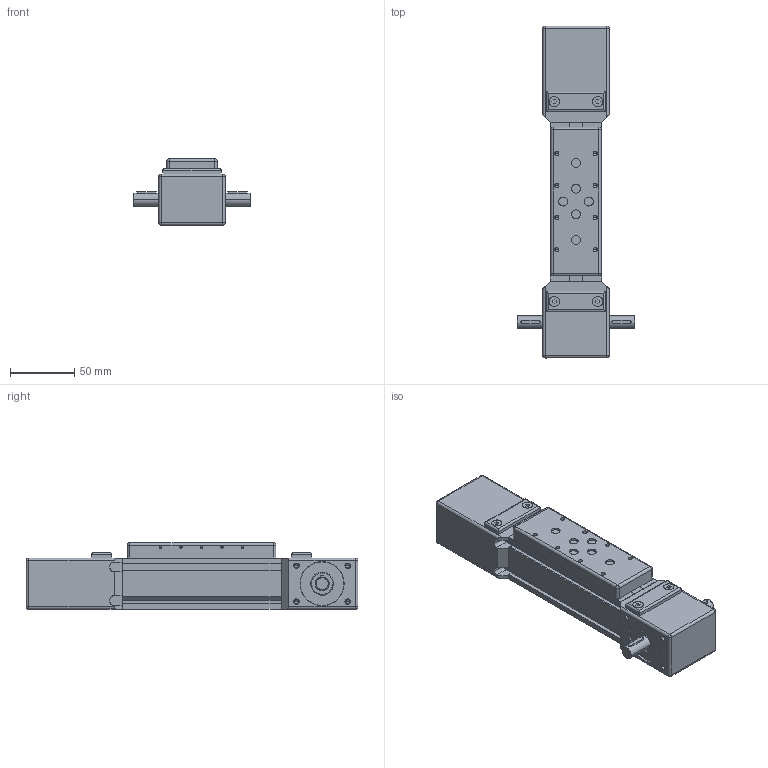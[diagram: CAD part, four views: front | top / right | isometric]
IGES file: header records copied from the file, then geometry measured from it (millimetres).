
Global section: file name: No Iges File Name specified; native system: Autodesk Inventor 2011; preprocessor: AutoDesk Inventor Iges Exporter R2011; author: Matej; date: 20110523.110429; units: millimetre
Bounding box: 92 x 259 x 52 mm (x, y, z)
Volume: 499671.5 mm3; surface area: 98021.5 mm2
Topology: 4 solids, 9 shells, 652 faces, 1592 edges, 946 vertices
Faces by surface type: plane 293, revolution 172, bspline 105, cylinder 54, cone 16, sphere 12
